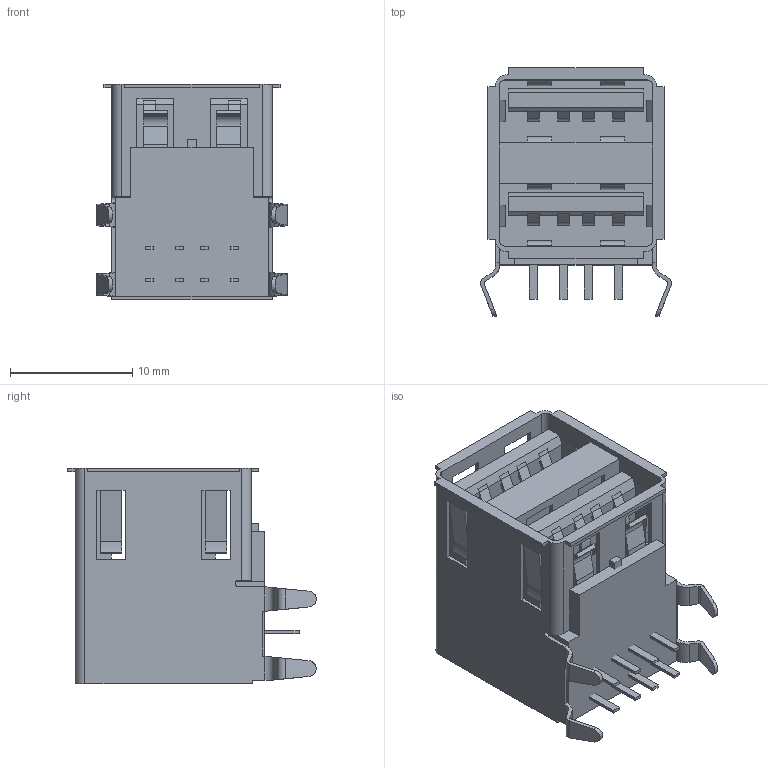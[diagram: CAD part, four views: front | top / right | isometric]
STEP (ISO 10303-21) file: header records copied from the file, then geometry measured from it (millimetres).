
FILE_DESCRIPTION(/* description */ ('STEP AP214'),/* implementation_level */ '2;1');
FILE_NAME(/* name */ 'USBR-A-D-F-O-TH',/* time_stamp */ '2024-08-15T12:50:47+02:00',/* author */ ('License CC BY-ND 4.0'),/* organization */ ('CADENAS'),/* preprocessor_version */ 'ST-DEVELOPER v19.3',/* originating_system */ 'PARTsolutions',/* authorisation */ ' ');
FILE_SCHEMA (('AUTOMOTIVE_DESIGN {1 0 10303 214 3 1 1}'));
Length unit declared in the file: millimetre
Products named in the file (4): USBR-A-D-F-O-TH; USBR-A-D-TH_s; USBR-A-D-TH_b; USBR-A-D-TH_p
Assembly tree (3 placements, depth 2):
  USBR-A-D-F-O-TH
    USBR-A-D-TH_s
    USBR-A-D-TH_b
    USBR-A-D-TH_p
Bounding box: 15.6 x 20.3 x 17.65 mm (x, y, z)
Volume: 2685.3 mm3; surface area: 4573.4 mm2
Topology: 3 solids, 3 shells, 424 faces, 1230 edges, 814 vertices
Faces by surface type: plane 352, cylinder 72
Entity records: 13957 total; most frequent: CARTESIAN_POINT 2472, ORIENTED_EDGE 2460, DIRECTION 2234, EDGE_CURVE 1230, LINE 1082, VECTOR 1082, VERTEX_POINT 814, AXIS2_PLACEMENT_3D 576
